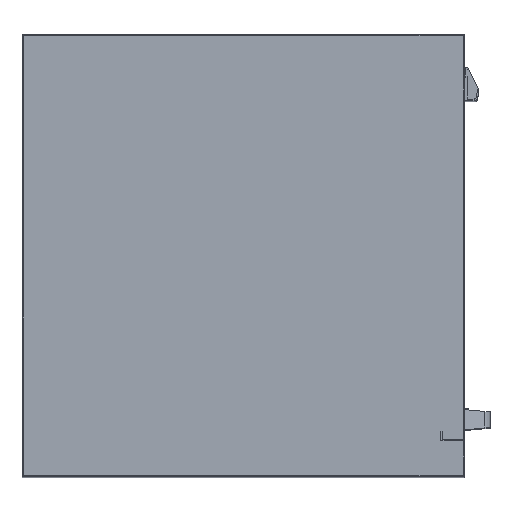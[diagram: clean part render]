
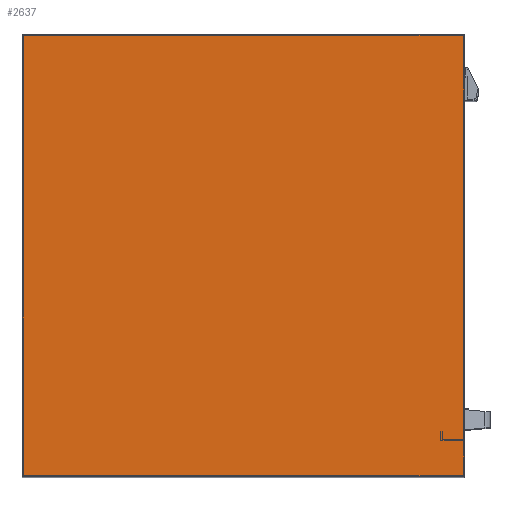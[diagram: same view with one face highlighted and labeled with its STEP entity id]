
A CAD part, top view. The second image highlights one B-rep face of the part: STEP entity #2637.
In plain terms, the highlighted planar face has unit normal (0, 0, 1).
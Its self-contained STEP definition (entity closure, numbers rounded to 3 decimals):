
#173=FACE_OUTER_BOUND('',#301,.T.);
#301=EDGE_LOOP('',(#1840,#1841,#1842,#1843));
#458=LINE('',#3906,#776);
#459=LINE('',#3908,#777);
#460=LINE('',#3910,#778);
#461=LINE('',#3911,#779);
#776=VECTOR('',#3110,10.);
#777=VECTOR('',#3111,10.);
#778=VECTOR('',#3112,10.);
#779=VECTOR('',#3113,10.);
#1088=VERTEX_POINT('',#3904);
#1089=VERTEX_POINT('',#3905);
#1090=VERTEX_POINT('',#3907);
#1091=VERTEX_POINT('',#3909);
#1409=EDGE_CURVE('',#1088,#1089,#458,.T.);
#1410=EDGE_CURVE('',#1090,#1088,#459,.T.);
#1411=EDGE_CURVE('',#1091,#1090,#460,.T.);
#1412=EDGE_CURVE('',#1089,#1091,#461,.T.);
#1840=ORIENTED_EDGE('',*,*,#1409,.F.);
#1841=ORIENTED_EDGE('',*,*,#1410,.F.);
#1842=ORIENTED_EDGE('',*,*,#1411,.F.);
#1843=ORIENTED_EDGE('',*,*,#1412,.F.);
#2425=PLANE('',#2840);
#2637=ADVANCED_FACE('',(#173),#2425,.T.);
#2840=AXIS2_PLACEMENT_3D('',#3903,#3108,#3109);
#3108=DIRECTION('center_axis',(0.,0.,1.));
#3109=DIRECTION('ref_axis',(1.,0.,0.));
#3110=DIRECTION('',(0.,1.,0.));
#3111=DIRECTION('',(-1.,0.,0.));
#3112=DIRECTION('',(0.,-1.,0.));
#3113=DIRECTION('',(1.,0.,0.));
#3903=CARTESIAN_POINT('Origin',(0.,300.,998.5));
#3904=CARTESIAN_POINT('',(-300.,0.,998.5));
#3905=CARTESIAN_POINT('',(-300.,600.,998.5));
#3906=CARTESIAN_POINT('',(-300.,600.,998.5));
#3907=CARTESIAN_POINT('',(300.,0.,998.5));
#3908=CARTESIAN_POINT('',(-300.,0.,998.5));
#3909=CARTESIAN_POINT('',(300.,600.,998.5));
#3910=CARTESIAN_POINT('',(300.,0.,998.5));
#3911=CARTESIAN_POINT('',(300.,600.,998.5));
